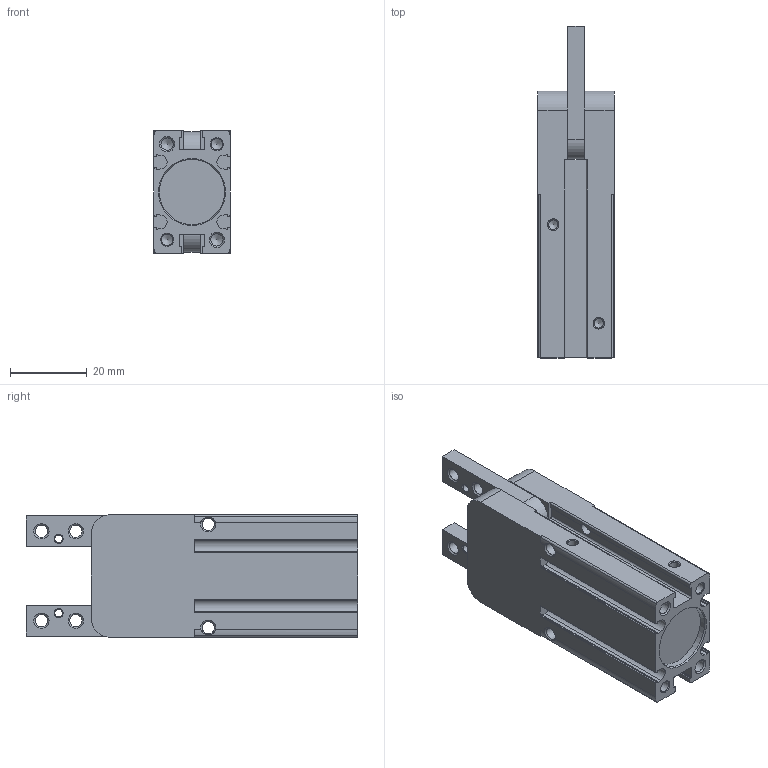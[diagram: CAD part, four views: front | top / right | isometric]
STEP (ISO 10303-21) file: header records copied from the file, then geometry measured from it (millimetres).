
FILE_DESCRIPTION(/* description */ ('STEP AP214'),/* implementation_level */ '2;1');
FILE_NAME(/* name */ '8128723_DHRC-16-A',/* time_stamp */ '2024-08-19T20:51:39+02:00',/* author */ ('License CC BY-ND 4.0'),/* organization */ ('CADENAS'),/* preprocessor_version */ 'ST-DEVELOPER v19.3',/* originating_system */ 'PARTsolutions',/* authorisation */ ' ');
FILE_SCHEMA (('AUTOMOTIVE_DESIGN {1 0 10303 214 3 1 1}'));
Length unit declared in the file: millimetre
Products named in the file (3): 8128723 DHRC-16-A---(0_high); 8128723 DHRC-16-A---(high_h); 8128723 DHRC-16-A---(high_J)
Assembly tree (3 placements, depth 2):
  8128723 DHRC-16-A---(0_high)
    8128723 DHRC-16-A---(high_h)
    8128723 DHRC-16-A---(high_J)  x2
Bounding box: 20 x 86.7 x 32 mm (x, y, z)
Volume: 38669.9 mm3; surface area: 15055.3 mm2
Topology: 3 solids, 3 shells, 231 faces, 655 edges, 425 vertices
Faces by surface type: cylinder 105, plane 85, cone 41
Full cylindrical faces by diameter (mm): 2 x2, 2.459 x2, 3 x10, 3.242 x12, 17 x1
Entity records: 6506 total; most frequent: CARTESIAN_POINT 1172, DIRECTION 1119, ORIENTED_EDGE 1028, EDGE_CURVE 514, AXIS2_PLACEMENT_3D 414, VERTEX_POINT 375, FACE_BOUND 293, LINE 291
